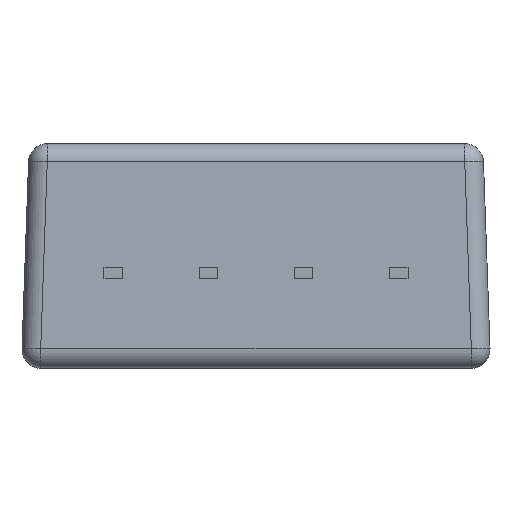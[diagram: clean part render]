
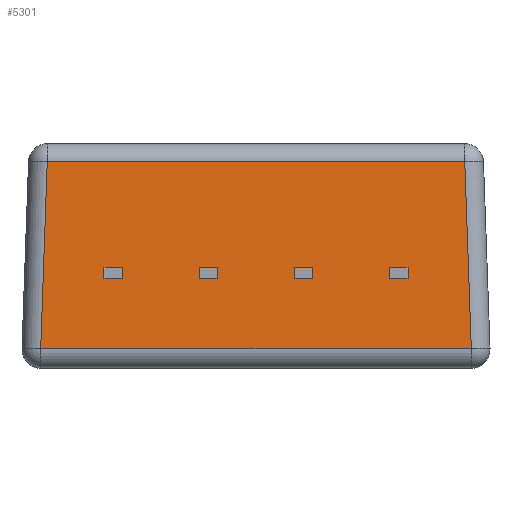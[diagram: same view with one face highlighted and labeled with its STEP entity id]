
A CAD part, front view. The second image highlights one B-rep face of the part: STEP entity #5301.
In plain terms, the highlighted planar face has unit normal (0, -0.999, 0.035).
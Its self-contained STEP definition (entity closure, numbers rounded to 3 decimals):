
#18 = EDGE_CURVE ( 'NONE', #1123, #5050, #489, .T. ) ;
#28 = DIRECTION ( 'NONE',  ( 0., 0.035, 0.999 ) ) ;
#89 = LINE ( 'NONE', #1415, #1976 ) ;
#94 = LINE ( 'NONE', #1642, #136 ) ;
#136 = VECTOR ( 'NONE', #4967, 1000. ) ;
#150 = LINE ( 'NONE', #1592, #1920 ) ;
#489 = LINE ( 'NONE', #4400, #522 ) ;
#522 = VECTOR ( 'NONE', #3546, 1000. ) ;
#602 = EDGE_LOOP ( 'NONE', ( #2255, #3225, #2414, #4614 ) ) ;
#974 = CARTESIAN_POINT ( 'NONE',  ( -5.75, 0., -2.483 ) ) ;
#1123 = VERTEX_POINT ( 'NONE', #974 ) ;
#1415 = CARTESIAN_POINT ( 'NONE',  ( 5.753, -0.003, -2.582 ) ) ;
#1436 = CARTESIAN_POINT ( 'NONE',  ( -5.575, 0.175, 2.517 ) ) ;
#1512 = DIRECTION ( 'NONE',  ( -1., 0., 0. ) ) ;
#1592 = CARTESIAN_POINT ( 'NONE',  ( -6.04, 0.175, 2.517 ) ) ;
#1642 = CARTESIAN_POINT ( 'NONE',  ( -5.769, -0.019, -3.017 ) ) ;
#1852 = EDGE_CURVE ( 'NONE', #3385, #1123, #94, .T. ) ;
#1920 = VECTOR ( 'NONE', #1512, 1000. ) ;
#1976 = VECTOR ( 'NONE', #3029, 1000. ) ;
#2174 = CARTESIAN_POINT ( 'NONE',  ( 5.75, 0., -2.483 ) ) ;
#2255 = ORIENTED_EDGE ( 'NONE', *, *, #2688, .T. ) ;
#2414 = ORIENTED_EDGE ( 'NONE', *, *, #18, .T. ) ;
#2604 = AXIS2_PLACEMENT_3D ( 'NONE', #5203, #5348, #28 ) ;
#2688 = EDGE_CURVE ( 'NONE', #5409, #3385, #150, .T. ) ;
#3029 = DIRECTION ( 'NONE',  ( -0.035, 0.035, 0.999 ) ) ;
#3225 = ORIENTED_EDGE ( 'NONE', *, *, #1852, .T. ) ;
#3385 = VERTEX_POINT ( 'NONE', #1436 ) ;
#3546 = DIRECTION ( 'NONE',  ( 1., 0., 0. ) ) ;
#3783 = FACE_OUTER_BOUND ( 'NONE', #602, .T. ) ;
#4400 = CARTESIAN_POINT ( 'NONE',  ( -6.25, 0., -2.483 ) ) ;
#4614 = ORIENTED_EDGE ( 'NONE', *, *, #5355, .T. ) ;
#4769 = CARTESIAN_POINT ( 'NONE',  ( 5.575, 0.175, 2.517 ) ) ;
#4806 = PLANE ( 'NONE',  #2604 ) ;
#4967 = DIRECTION ( 'NONE',  ( -0.035, -0.035, -0.999 ) ) ;
#5050 = VERTEX_POINT ( 'NONE', #2174 ) ;
#5203 = CARTESIAN_POINT ( 'NONE',  ( -6.25, -0.018, -3. ) ) ;
#5301 = ADVANCED_FACE ( 'NONE', ( #3783 ), #4806, .F. ) ;
#5348 = DIRECTION ( 'NONE',  ( 0., 0.999, -0.035 ) ) ;
#5355 = EDGE_CURVE ( 'NONE', #5050, #5409, #89, .T. ) ;
#5409 = VERTEX_POINT ( 'NONE', #4769 ) ;
